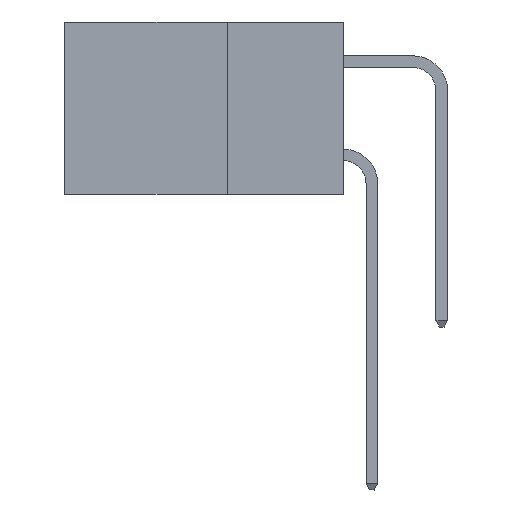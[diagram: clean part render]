
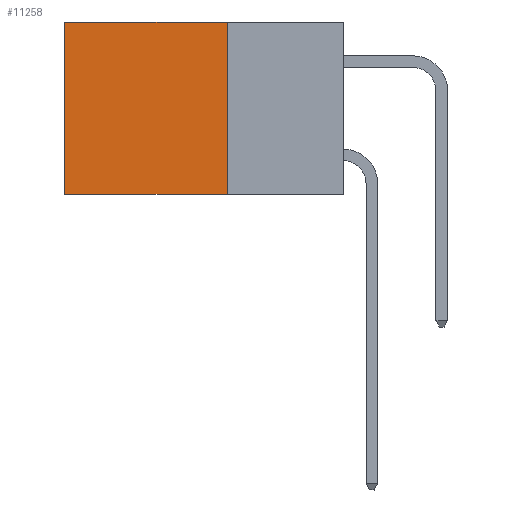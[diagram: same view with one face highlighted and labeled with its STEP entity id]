
A CAD part, left-side view. The second image highlights one B-rep face of the part: STEP entity #11258.
In plain terms, the highlighted planar face has unit normal (-1, 0, 0).
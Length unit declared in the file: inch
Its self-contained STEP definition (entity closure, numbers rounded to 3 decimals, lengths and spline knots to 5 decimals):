
#241 = VECTOR ( 'NONE', #1369, 39.37008 ) ;
#392 = CARTESIAN_POINT ( 'NONE',  ( 0.298, 0.25, -0.37 ) ) ;
#1138 = VERTEX_POINT ( 'NONE', #13462 ) ;
#1369 = DIRECTION ( 'NONE',  ( 0., 1., 0. ) ) ;
#1621 = EDGE_CURVE ( 'NONE', #9934, #11755, #5113, .T. ) ;
#3018 = CARTESIAN_POINT ( 'NONE',  ( 0.298, 0.6, -0.37 ) ) ;
#3661 = VERTEX_POINT ( 'NONE', #8452 ) ;
#4111 = CARTESIAN_POINT ( 'NONE',  ( 0.298, 0.25, 0. ) ) ;
#4190 = DIRECTION ( 'NONE',  ( 0., 0., -1. ) ) ;
#5113 = LINE ( 'NONE', #392, #12821 ) ;
#5745 = CARTESIAN_POINT ( 'NONE',  ( 0.298, 0.6, 0. ) ) ;
#6455 = LINE ( 'NONE', #7714, #241 ) ;
#6644 = EDGE_CURVE ( 'NONE', #1138, #9934, #7375, .T. ) ;
#6899 = LINE ( 'NONE', #5745, #11676 ) ;
#7375 = LINE ( 'NONE', #7601, #9836 ) ;
#7583 = ORIENTED_EDGE ( 'NONE', *, *, #6644, .F. ) ;
#7601 = CARTESIAN_POINT ( 'NONE',  ( 0.298, 0.25, 0. ) ) ;
#7697 = DIRECTION ( 'NONE',  ( 0., 1., 0. ) ) ;
#7714 = CARTESIAN_POINT ( 'NONE',  ( 0.298, 0.25, 0. ) ) ;
#7752 = AXIS2_PLACEMENT_3D ( 'NONE', #4111, #9319, #4190 ) ;
#8385 = FACE_OUTER_BOUND ( 'NONE', #11437, .T. ) ;
#8452 = CARTESIAN_POINT ( 'NONE',  ( 0.298, 0.6, 0. ) ) ;
#9319 = DIRECTION ( 'NONE',  ( 1., 0., 0. ) ) ;
#9472 = CARTESIAN_POINT ( 'NONE',  ( 0.298, 0.25, -0.37 ) ) ;
#9836 = VECTOR ( 'NONE', #11750, 39.37008 ) ;
#9934 = VERTEX_POINT ( 'NONE', #9472 ) ;
#10189 = ORIENTED_EDGE ( 'NONE', *, *, #11493, .T. ) ;
#10511 = EDGE_CURVE ( 'NONE', #1138, #3661, #6455, .T. ) ;
#10530 = PLANE ( 'NONE',  #7752 ) ;
#10676 = ORIENTED_EDGE ( 'NONE', *, *, #1621, .F. ) ;
#11258 = ADVANCED_FACE ( 'NONE', ( #8385 ), #10530, .F. ) ;
#11437 = EDGE_LOOP ( 'NONE', ( #10189, #10676, #7583, #11728 ) ) ;
#11493 = EDGE_CURVE ( 'NONE', #3661, #11755, #6899, .T. ) ;
#11676 = VECTOR ( 'NONE', #13005, 39.37008 ) ;
#11728 = ORIENTED_EDGE ( 'NONE', *, *, #10511, .T. ) ;
#11750 = DIRECTION ( 'NONE',  ( 0., 0., -1. ) ) ;
#11755 = VERTEX_POINT ( 'NONE', #3018 ) ;
#12821 = VECTOR ( 'NONE', #7697, 39.37008 ) ;
#13005 = DIRECTION ( 'NONE',  ( 0., 0., -1. ) ) ;
#13462 = CARTESIAN_POINT ( 'NONE',  ( 0.298, 0.25, 0. ) ) ;
